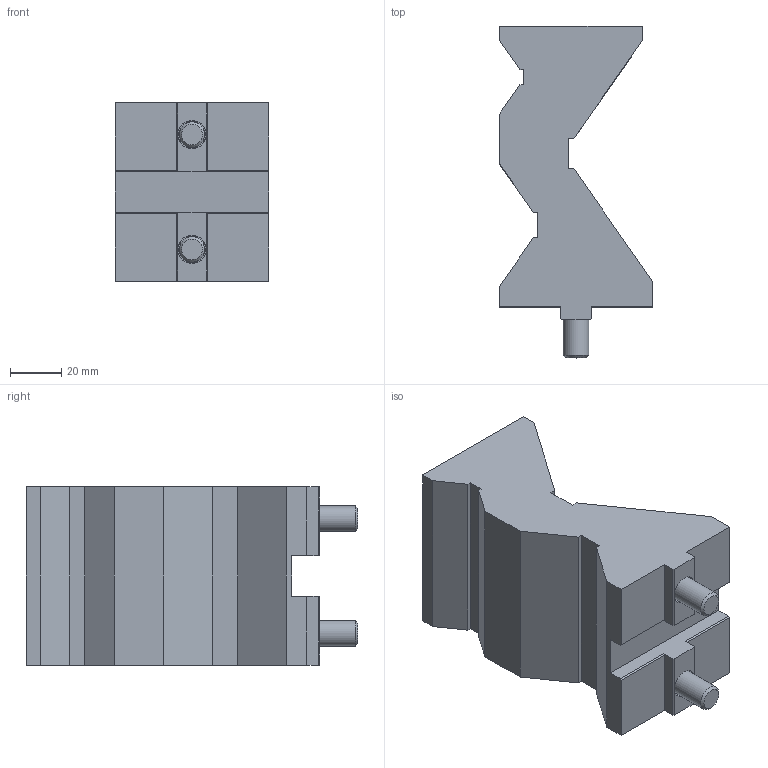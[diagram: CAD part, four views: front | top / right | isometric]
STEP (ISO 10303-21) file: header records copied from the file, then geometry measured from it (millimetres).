
FILE_DESCRIPTION((''),'2;1');
FILE_NAME('301-0120-003-Kunde.stp','2014-11-26T13:29:10',('Sigimeier'),(''),'Autodesk Inventor 2013','Autodesk Inventor 2013','');
FILE_SCHEMA(('AUTOMOTIVE_DESIGN { 1 0 10303 214 1 1 1 1 }'));
Length unit declared in the file: millimetre
Products named in the file (1): 301-0120-003-Kd
Bounding box: 60 x 130 x 70 mm (x, y, z)
Volume: 264131.9 mm3; surface area: 48512.3 mm2
Topology: 1 solids, 1 shells, 88 faces, 238 edges, 154 vertices
Faces by surface type: plane 72, cylinder 8, torus 4, cone 4
Full cylindrical faces by diameter (mm): 10 x2, 11 x2, 16 x2, 18 x2
Entity records: 2706 total; most frequent: CARTESIAN_POINT 475, ORIENTED_EDGE 428, DIRECTION 416, EDGE_CURVE 214, VECTOR 166, LINE 166, VERTEX_POINT 148, AXIS2_PLACEMENT_3D 125
